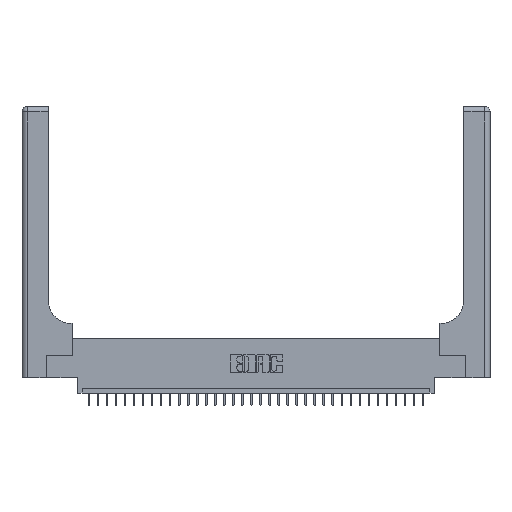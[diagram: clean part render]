
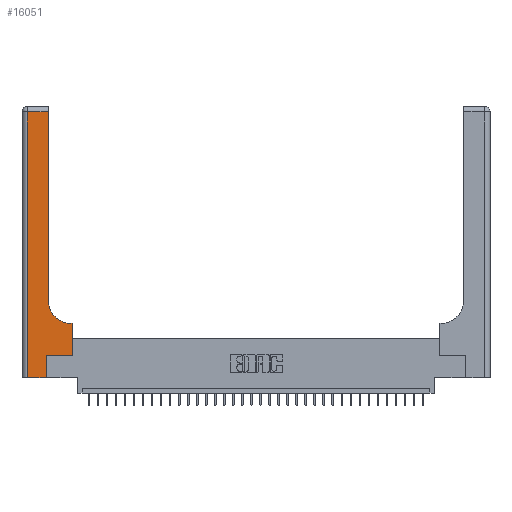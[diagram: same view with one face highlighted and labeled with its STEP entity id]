
A CAD part, top view. The second image highlights one B-rep face of the part: STEP entity #16051.
In plain terms, the highlighted planar face has unit normal (0, 0, 1).
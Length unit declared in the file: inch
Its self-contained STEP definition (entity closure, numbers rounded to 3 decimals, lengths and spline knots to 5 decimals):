
#12 = PLANE ( 'NONE',  #21795 ) ;
#35 = VECTOR ( 'NONE', #17992, 39.37008 ) ;
#182 = EDGE_LOOP ( 'NONE', ( #5406, #27932, #25961, #13091, #33308, #23220, #2433, #25174, #13519 ) ) ;
#1020 = CIRCLE ( 'NONE', #19425, 0.25 ) ;
#2433 = ORIENTED_EDGE ( 'NONE', *, *, #18068, .T. ) ;
#2713 = VECTOR ( 'NONE', #19740, 39.37008 ) ;
#2946 = VECTOR ( 'NONE', #21953, 39.37008 ) ;
#3025 = VERTEX_POINT ( 'NONE', #6470 ) ;
#3529 = CARTESIAN_POINT ( 'NONE',  ( 0.269, 0.25, 0.37 ) ) ;
#3874 = DIRECTION ( 'NONE',  ( -1., 0., 0. ) ) ;
#5406 = ORIENTED_EDGE ( 'NONE', *, *, #30307, .T. ) ;
#5531 = VECTOR ( 'NONE', #7255, 39.37008 ) ;
#5594 = DIRECTION ( 'NONE',  ( 1., 0., 0. ) ) ;
#5946 = CARTESIAN_POINT ( 'NONE',  ( 0.5415, 0.85, 0.37 ) ) ;
#6154 = EDGE_CURVE ( 'NONE', #27745, #15449, #1020, .T. ) ;
#6372 = EDGE_CURVE ( 'NONE', #30669, #11494, #30214, .T. ) ;
#6470 = CARTESIAN_POINT ( 'NONE',  ( 0.269, 0.25, 0.37 ) ) ;
#6831 = CARTESIAN_POINT ( 'NONE',  ( 0.2915, 0.6, 0.37 ) ) ;
#6912 = CARTESIAN_POINT ( 'NONE',  ( 0., 2.94, 0.37 ) ) ;
#7255 = DIRECTION ( 'NONE',  ( -1., 0., 0. ) ) ;
#7698 = CARTESIAN_POINT ( 'NONE',  ( 0., 3., 0.37 ) ) ;
#8425 = CARTESIAN_POINT ( 'NONE',  ( 0.06, 2.94, 0.37 ) ) ;
#8635 = CARTESIAN_POINT ( 'NONE',  ( 0.2915, 2.94, 0.37 ) ) ;
#8806 = CARTESIAN_POINT ( 'NONE',  ( 0.2915, 0.85, 0.37 ) ) ;
#9068 = CARTESIAN_POINT ( 'NONE',  ( 0.5585, 0.25, 0.37 ) ) ;
#9888 = CARTESIAN_POINT ( 'NONE',  ( 0.06, 3., 0.37 ) ) ;
#10650 = DIRECTION ( 'NONE',  ( -1., 0., 0. ) ) ;
#11440 = EDGE_CURVE ( 'NONE', #15573, #27745, #30767, .T. ) ;
#11467 = CARTESIAN_POINT ( 'NONE',  ( 0.269, 0., 0.37 ) ) ;
#11494 = VERTEX_POINT ( 'NONE', #29764 ) ;
#11714 = LINE ( 'NONE', #3529, #21676 ) ;
#12252 = LINE ( 'NONE', #33745, #35 ) ;
#12413 = VECTOR ( 'NONE', #13420, 39.37008 ) ;
#13091 = ORIENTED_EDGE ( 'NONE', *, *, #15821, .T. ) ;
#13420 = DIRECTION ( 'NONE',  ( 0., 1., 0. ) ) ;
#13519 = ORIENTED_EDGE ( 'NONE', *, *, #6154, .T. ) ;
#13922 = LINE ( 'NONE', #11467, #2946 ) ;
#15449 = VERTEX_POINT ( 'NONE', #8806 ) ;
#15573 = VERTEX_POINT ( 'NONE', #28529 ) ;
#15821 = EDGE_CURVE ( 'NONE', #11494, #20809, #12252, .T. ) ;
#16051 = ADVANCED_FACE ( 'NONE', ( #31641 ), #12, .F. ) ;
#17736 = LINE ( 'NONE', #6912, #5531 ) ;
#17992 = DIRECTION ( 'NONE',  ( 1., 0., 0. ) ) ;
#18068 = EDGE_CURVE ( 'NONE', #24786, #15573, #24612, .T. ) ;
#18312 = CARTESIAN_POINT ( 'NONE',  ( 0.2915, 3., 0.37 ) ) ;
#18355 = VECTOR ( 'NONE', #3874, 39.37008 ) ;
#18374 = EDGE_CURVE ( 'NONE', #20809, #3025, #13922, .T. ) ;
#19031 = DIRECTION ( 'NONE',  ( 0., 0., -1. ) ) ;
#19425 = AXIS2_PLACEMENT_3D ( 'NONE', #5946, #24284, #5594 ) ;
#19740 = DIRECTION ( 'NONE',  ( 0., -1., 0. ) ) ;
#20809 = VERTEX_POINT ( 'NONE', #29419 ) ;
#21676 = VECTOR ( 'NONE', #24827, 39.37008 ) ;
#21795 = AXIS2_PLACEMENT_3D ( 'NONE', #7698, #19031, #10650 ) ;
#21953 = DIRECTION ( 'NONE',  ( 0., 1., 0. ) ) ;
#23220 = ORIENTED_EDGE ( 'NONE', *, *, #25072, .T. ) ;
#24147 = CARTESIAN_POINT ( 'NONE',  ( 0.5415, 0.6, 0.37 ) ) ;
#24284 = DIRECTION ( 'NONE',  ( 0., 0., -1. ) ) ;
#24612 = LINE ( 'NONE', #9068, #28578 ) ;
#24786 = VERTEX_POINT ( 'NONE', #34296 ) ;
#24827 = DIRECTION ( 'NONE',  ( 1., 0., 0. ) ) ;
#25072 = EDGE_CURVE ( 'NONE', #3025, #24786, #11714, .T. ) ;
#25174 = ORIENTED_EDGE ( 'NONE', *, *, #11440, .T. ) ;
#25961 = ORIENTED_EDGE ( 'NONE', *, *, #6372, .T. ) ;
#26073 = EDGE_CURVE ( 'NONE', #27515, #30669, #17736, .T. ) ;
#27068 = DIRECTION ( 'NONE',  ( 0., 1., 0. ) ) ;
#27515 = VERTEX_POINT ( 'NONE', #8635 ) ;
#27745 = VERTEX_POINT ( 'NONE', #24147 ) ;
#27932 = ORIENTED_EDGE ( 'NONE', *, *, #26073, .T. ) ;
#28529 = CARTESIAN_POINT ( 'NONE',  ( 0.5585, 0.6, 0.37 ) ) ;
#28578 = VECTOR ( 'NONE', #27068, 39.37008 ) ;
#29419 = CARTESIAN_POINT ( 'NONE',  ( 0.269, 0., 0.37 ) ) ;
#29764 = CARTESIAN_POINT ( 'NONE',  ( 0.06, 0., 0.37 ) ) ;
#30214 = LINE ( 'NONE', #9888, #2713 ) ;
#30307 = EDGE_CURVE ( 'NONE', #15449, #27515, #32118, .T. ) ;
#30669 = VERTEX_POINT ( 'NONE', #8425 ) ;
#30767 = LINE ( 'NONE', #6831, #18355 ) ;
#31641 = FACE_OUTER_BOUND ( 'NONE', #182, .T. ) ;
#32118 = LINE ( 'NONE', #18312, #12413 ) ;
#33308 = ORIENTED_EDGE ( 'NONE', *, *, #18374, .T. ) ;
#33745 = CARTESIAN_POINT ( 'NONE',  ( 0., 0., 0.37 ) ) ;
#34296 = CARTESIAN_POINT ( 'NONE',  ( 0.5585, 0.25, 0.37 ) ) ;
